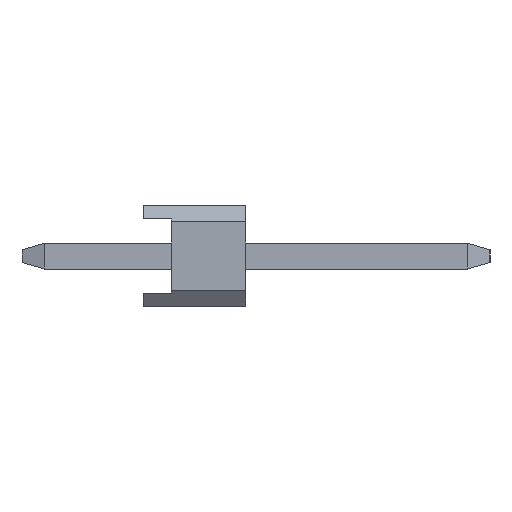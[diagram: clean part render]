
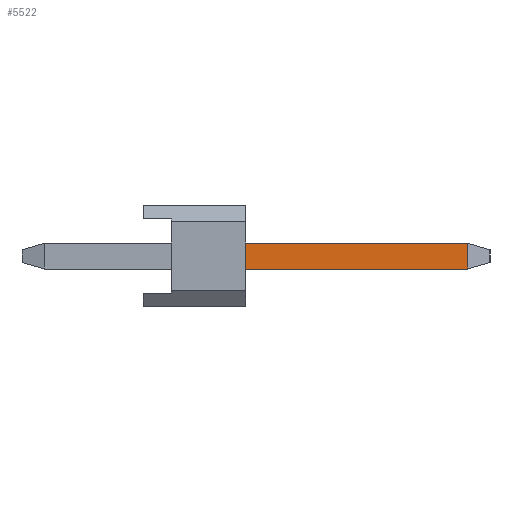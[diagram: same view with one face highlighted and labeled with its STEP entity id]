
A CAD part, left-side view. The second image highlights one B-rep face of the part: STEP entity #5522.
In plain terms, the highlighted planar face has unit normal (-1, 0, 0).
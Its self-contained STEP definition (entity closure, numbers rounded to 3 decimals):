
#3448=VERTEX_POINT('',#7591);
#3588=VERTEX_POINT('',#7746);
#3626=VERTEX_POINT('',#7788);
#3854=EDGE_CURVE('',#3588,#4304,#8044,.T.);
#4304=VERTEX_POINT('',#8535);
#4496=EDGE_CURVE('',#3626,#3588,#8747,.T.);
#4610=EDGE_CURVE('',#3448,#3626,#8867,.T.);
#4888=EDGE_CURVE('',#4304,#3448,#9175,.T.);
#5522=ADVANCED_FACE('',(#9894),#9895,.T.);
#7591=CARTESIAN_POINT('',(-15.56,-8.054,0.32));
#7746=CARTESIAN_POINT('',(-15.56,-2.54,-0.32));
#7788=CARTESIAN_POINT('',(-15.56,-8.054,-0.32));
#8044=LINE('',#13336,#13337);
#8535=CARTESIAN_POINT('',(-15.56,-2.54,0.32));
#8747=LINE('',#14375,#14376);
#8867=LINE('',#14563,#14564);
#9175=LINE('',#15011,#15012);
#9894=FACE_OUTER_BOUND('',#16029,.T.);
#9895=PLANE('',#16030);
#13336=CARTESIAN_POINT('',(-15.56,-2.54,0.252));
#13337=VECTOR('',#18830,1.0);
#14375=CARTESIAN_POINT('',(-15.56,2.454,-0.32));
#14376=VECTOR('',#19498,1.0);
#14563=CARTESIAN_POINT('',(-15.56,-8.054,0.5));
#14564=VECTOR('',#19584,1.0);
#15011=CARTESIAN_POINT('',(-15.56,-2.8,0.32));
#15012=VECTOR('',#19906,1.0);
#16029=EDGE_LOOP('',(#20807,#20808,#20809,#20810));
#16030=AXIS2_PLACEMENT_3D('',#20811,#20812,#20813);
#18830=DIRECTION('',(0.,0.,1.0));
#19498=DIRECTION('',(0.,1.0,0.));
#19584=DIRECTION('',(0.0,0.,-1.0));
#19906=DIRECTION('',(0.,-1.0,0.));
#20807=ORIENTED_EDGE('',*,*,#3854,.F.);
#20808=ORIENTED_EDGE('',*,*,#4496,.F.);
#20809=ORIENTED_EDGE('',*,*,#4610,.F.);
#20810=ORIENTED_EDGE('',*,*,#4888,.F.);
#20811=CARTESIAN_POINT('',(-15.56,2.454,0.5));
#20812=DIRECTION('',(-1.0,0.,0.));
#20813=DIRECTION('',(0.,1.0,0.));
